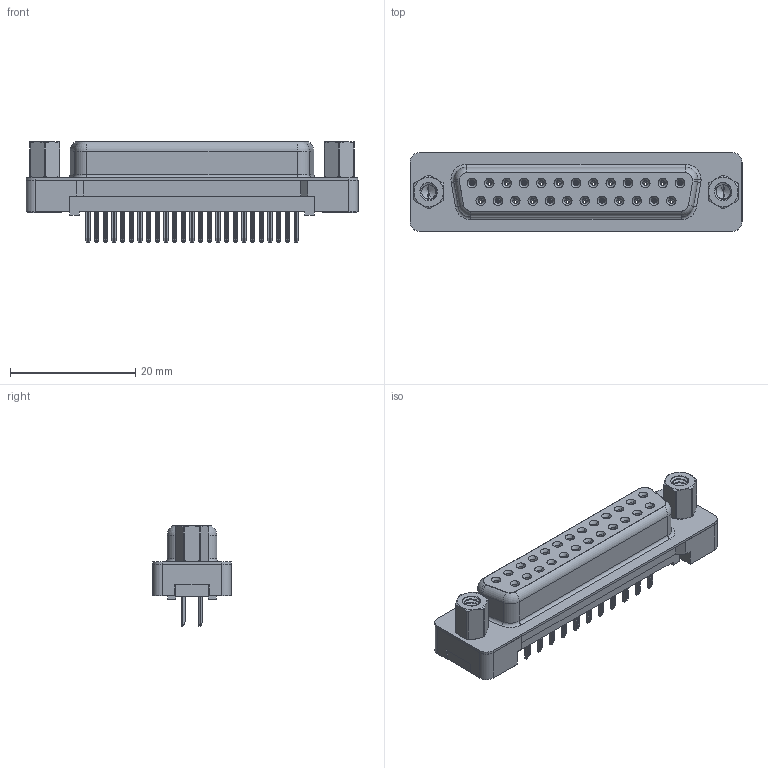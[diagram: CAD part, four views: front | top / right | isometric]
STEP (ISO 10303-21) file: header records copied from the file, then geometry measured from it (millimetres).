
FILE_DESCRIPTION (( 'STEP AP203' ), '1' );
FILE_NAME ('628-025-624-013.STEP', '2020-07-16T00:12:21', ( '' ), ( '' ), 'SwSTEP 2.0', 'SolidWorks 2020', '' );
FILE_SCHEMA (( 'CONFIG_CONTROL_DESIGN' ));
Length unit declared in the file: millimetre
Products named in the file (7): 628 Plastic Body Housing_25 Contacts; 628 PB Shell_25 Contacts; 628-025-624-013; 628 PB 4-40 Threaded Rivet; 628 PB Contact Row 1_24; 628 4-40 Hex Standoff; 628 PB Contact Row 2_24
Assembly tree (31 placements, depth 2):
  628-025-624-013
    628 Plastic Body Housing_25 Contacts
    628 PB Shell_25 Contacts
    628 PB Contact Row 1_24  x13
    628 PB Contact Row 2_24  x12
    628 PB 4-40 Threaded Rivet  x2
    628 4-40 Hex Standoff  x2
Bounding box: 53.05 x 12.55 x 16.1 mm (x, y, z)
Volume: 3521 mm3; surface area: 9181.6 mm2
Topology: 31 solids, 31 shells, 2221 faces, 5441 edges, 3318 vertices
Faces by surface type: plane 896, cylinder 576, bspline 418, torus 176, cone 155
Entity records: 24923 total; most frequent: CARTESIAN_POINT 8785, ORIENTED_EDGE 3114, DIRECTION 2973, EDGE_CURVE 1557, AXIS2_PLACEMENT_3D 1033, VERTEX_POINT 980, LINE 907, VECTOR 907
